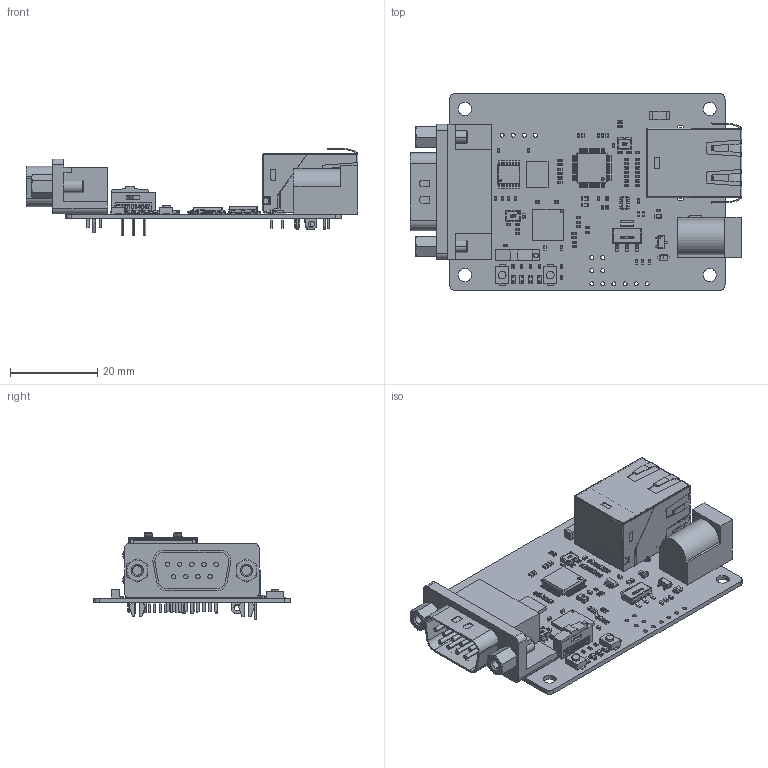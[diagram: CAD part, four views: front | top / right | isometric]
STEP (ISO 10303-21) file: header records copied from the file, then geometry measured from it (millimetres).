
FILE_DESCRIPTION(('Open CASCADE Model'),'2;1');
FILE_NAME('Open CASCADE Shape Model','2025-05-23T13:30:06',('Author'),( 'Open CASCADE'),'Open CASCADE STEP processor 6.8','Open CASCADE 6.8' ,'Unknown');
FILE_SCHEMA(('AUTOMOTIVE_DESIGN { 1 0 10303 214 1 1 1 1 }'));
Length unit declared in the file: millimetre
Products named in the file (160): PCB; Board; Open CASCADE STEP translator 6.8 2.1.1; P1; 45855; SW3; 43708; R33; RES_C1005X04N; R32; L3; User_Library-Chip_InductorINDC1608X95N; D1; SOD-323F; SW3dPS-SOD-323F_Board5; SW3dPS-SOD-323F_Free-Models3; SW3dPS-SOD-323F_BODYSOD323F_3; SW3dPS-SOD-323F_Free-Models4; SW3dPS-SOD-323F_358340561; SW3dPS-SOD-323F_Extruded9; SW3dPS-SOD-323F_Board4; SW3dPS-SOD-323F_358337361; SW3dPS-SOD-323F_Extruded8; SW3dPS-SOD-323F_BODYSOD323F_4; SW3dPS-SOD-323F_Free-Models5; SW3dPS-SOD-323F_358339793; SW3dPS-SOD-323F_Extruded10; SW3dPS-SOD-323F_Board3; SW3dPS-SOD-323F_358338001; SW3dPS-SOD-323F_Extruded7; SW3dPS-SOD-323F_358337489; SW3dPS-SOD-323F_Extruded6; SW3dPS-SOD-323F_358337745; SW3dPS-SOD-323F_Extruded11; C41; CAPC1005X06; C40; C39; C38; C37 ...
Assembly tree (239 placements, depth 8):
  PCB
    Board
      Open CASCADE STEP translator 6.8 2.1.1
    P1
      45855
      45855
      45855
      45855
      45855
      45855
      45855
    SW3
      43708
      43708
    R33
      RES_C1005X04N
    R32
      RES_C1005X04N
    L3
      User_Library-Chip_InductorINDC1608X95N
    D1
      SOD-323F
        SW3dPS-SOD-323F_Board5
        SW3dPS-SOD-323F_Free-Models3
          SW3dPS-SOD-323F_BODYSOD323F_3  x2
            SW3dPS-SOD-323F_Free-Models4
              SW3dPS-SOD-323F_358340561
                SW3dPS-SOD-323F_Extruded9
            SW3dPS-SOD-323F_Board4
          SW3dPS-SOD-323F_358337361  x2
            SW3dPS-SOD-323F_Extruded8
          SW3dPS-SOD-323F_BODYSOD323F_4  x2
            SW3dPS-SOD-323F_Free-Models5
              SW3dPS-SOD-323F_358339793
                SW3dPS-SOD-323F_Extruded10
            SW3dPS-SOD-323F_Board3
          SW3dPS-SOD-323F_358338001
            SW3dPS-SOD-323F_Extruded7
          SW3dPS-SOD-323F_358337489
            SW3dPS-SOD-323F_Extruded6
          SW3dPS-SOD-323F_358337745
            SW3dPS-SOD-323F_Extruded11
    C41
      CAPC1005X06
    C40
      CAPC1005X06
    C39
      CAPC1005X06
    C38
      CAPC1005X06
    C37
      CAPC1005X06
    C36
      CAPC1005X06
    C35
      CAPC1005X06
    C34
      CAPC1005X06
    C28
      CAPC1005X06
Bounding box: 75.9 x 45 x 20.09 mm (x, y, z)
Volume: 10164.1 mm3; surface area: 18085 mm2
Topology: 162 solids, 162 shells, 8844 faces, 25155 edges, 16403 vertices
Faces by surface type: plane 4754, cylinder 2953, bspline 1035, sphere 50, cone 46, torus 6
Full cylindrical faces by diameter (mm): 0.8 x3, 0.9 x8, 0.914 x14, 1.02 x4, 1.09 x9, 1.6 x2, 3 x4, 3.25 x2, 3.26 x2
Entity records: 143677 total; most frequent: CARTESIAN_POINT 29230, ORIENTED_EDGE 19756, DIRECTION 18341, EDGE_CURVE 9878, LINE 7117, VECTOR 7117, VERTEX_POINT 6457, AXIS2_PLACEMENT_3D 5612
